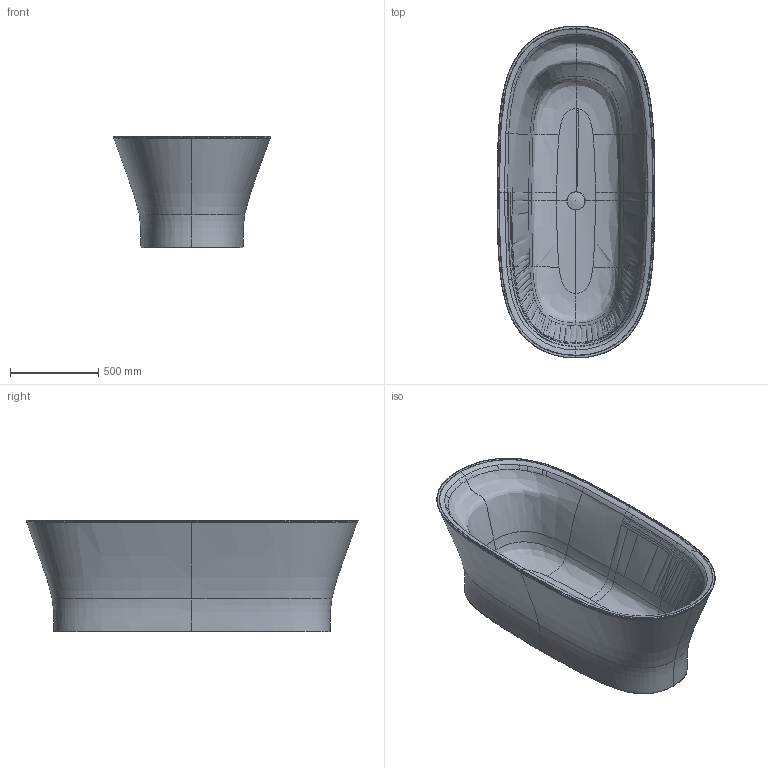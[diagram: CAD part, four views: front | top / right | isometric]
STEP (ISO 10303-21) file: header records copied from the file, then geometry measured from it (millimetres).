
FILE_DESCRIPTION((''),'2;1');
FILE_NAME('700330.stp','2015-05-20T21:27:41',('Administrator'),(''),'Autodesk Inventor 2011','Autodesk Inventor 2011','');
FILE_SCHEMA(('CONFIG_CONTROL_DESIGN'));
Length unit declared in the file: millimetre
Products named in the file (4): 700330; Stopfen_100; Fuss Wanne CapeCod
Assembly tree (6 placements, depth 2):
  700330
    700330
    Stopfen_100
    Fuss Wanne CapeCod  x4
Bounding box: 896.04 x 1884.2 x 633.49 mm (x, y, z)
Volume: 63841181.8 mm3; surface area: 10879398.2 mm2
Topology: 7 solids, 7 shells, 1336 faces, 3271 edges, 1959 vertices
Faces by surface type: bspline 1105, plane 115, cylinder 72, sphere 19, torus 17, cone 8
Full cylindrical faces by diameter (mm): 5.5 x4, 16.217 x4, 25.18 x4, 45 x12, 46.019 x1, 48.628 x4, 52.763 x1, 59.187 x1, 60 x4, 72.614 x1
Entity records: 309311 total; most frequent: CARTESIAN_POINT 285129, ORIENTED_EDGE 6310, EDGE_CURVE 3155, B_SPLINE_CURVE_WITH_KNOTS 2333, VERTEX_POINT 1911, DIRECTION 1859, EDGE_LOOP 1361, FACE_OUTER_BOUND 1303
